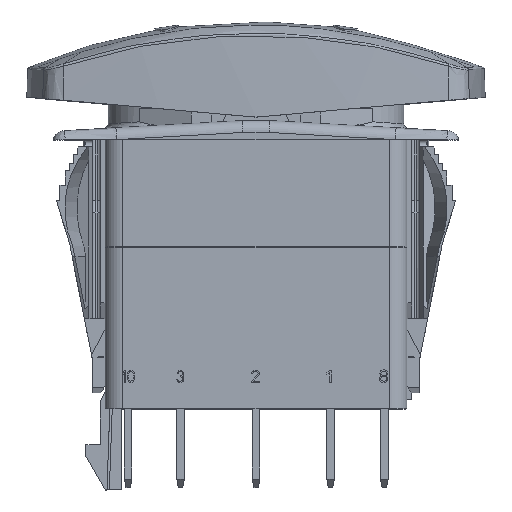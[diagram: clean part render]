
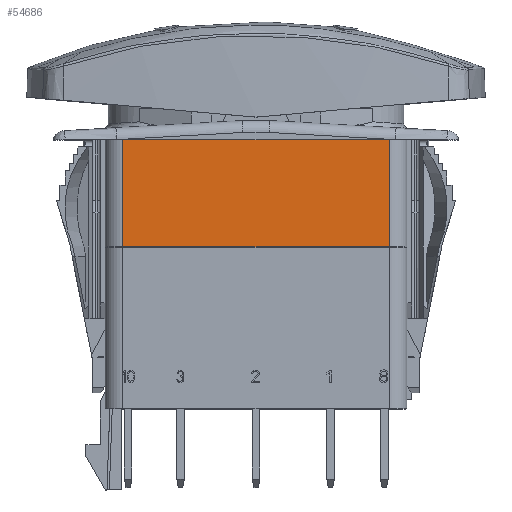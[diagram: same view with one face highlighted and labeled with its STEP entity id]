
A CAD part, top view. The second image highlights one B-rep face of the part: STEP entity #54686.
In plain terms, the highlighted planar face has unit normal (0, 0, 1).
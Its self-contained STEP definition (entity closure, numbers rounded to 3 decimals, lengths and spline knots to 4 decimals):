
#2023=DIRECTION('',(-1.,0.,0.));
#2024=VECTOR('',#2023,1.116);
#2025=CARTESIAN_POINT('',(0.558,1.468,0.41));
#2026=LINE('',#2025,#2024);
#18407=DIRECTION('',(0.,-1.,0.));
#18408=VECTOR('',#18407,0.45);
#18409=CARTESIAN_POINT('',(-0.558,1.468,0.41));
#18410=LINE('',#18409,#18408);
#18425=DIRECTION('',(-1.,0.,0.));
#18426=VECTOR('',#18425,1.116);
#18427=CARTESIAN_POINT('',(0.558,1.018,0.41));
#18428=LINE('',#18427,#18426);
#18429=DIRECTION('',(0.,1.,0.));
#18430=VECTOR('',#18429,0.45);
#18431=CARTESIAN_POINT('',(0.558,1.018,0.41));
#18432=LINE('',#18431,#18430);
#31573=CARTESIAN_POINT('',(0.558,1.018,0.41));
#31574=CARTESIAN_POINT('',(0.558,1.468,0.41));
#31575=VERTEX_POINT('',#31573);
#31576=VERTEX_POINT('',#31574);
#31581=CARTESIAN_POINT('',(-0.558,1.468,0.41));
#31582=CARTESIAN_POINT('',(-0.558,1.018,0.41));
#31583=VERTEX_POINT('',#31581);
#31584=VERTEX_POINT('',#31582);
#54674=CARTESIAN_POINT('',(0.,1.468,0.41));
#54675=DIRECTION('',(0.,0.,-1.));
#54676=DIRECTION('',(-1.,0.,0.));
#54677=AXIS2_PLACEMENT_3D('',#54674,#54675,#54676);
#54678=PLANE('',#54677);
#54680=ORIENTED_EDGE('',*,*,#54679,.F.);
#54681=ORIENTED_EDGE('',*,*,#34392,.T.);
#54682=ORIENTED_EDGE('',*,*,#54666,.F.);
#54683=ORIENTED_EDGE('',*,*,#35189,.F.);
#54684=EDGE_LOOP('',(#54680,#54681,#54682,#54683));
#54685=FACE_OUTER_BOUND('',#54684,.F.);
#34392=EDGE_CURVE('',#31575,#31584,#18428,.T.);
#35189=EDGE_CURVE('',#31576,#31583,#2026,.T.);
#54666=EDGE_CURVE('',#31583,#31584,#18410,.T.);
#54679=EDGE_CURVE('',#31575,#31576,#18432,.T.);
#54686=ADVANCED_FACE('',(#54685),#54678,.F.);
